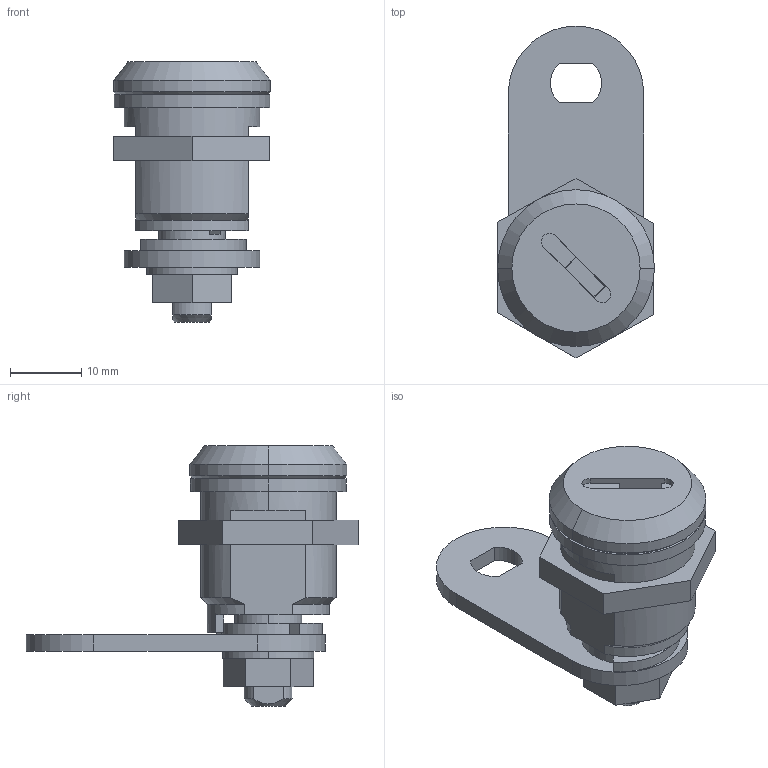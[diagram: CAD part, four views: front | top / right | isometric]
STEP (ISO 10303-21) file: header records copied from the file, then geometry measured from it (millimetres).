
FILE_DESCRIPTION (( 'STEP AP203' ), '1' );
FILE_NAME ('C-288-Y.STEP', '2009-10-30T08:06:32', ( ' ' ), ( ' ' ), 'SwSTEP 2.0', 'SolidWorks 2007', '' );
FILE_SCHEMA (( 'CONFIG_CONTROL_DESIGN' ));
Length unit declared in the file: millimetre
Products named in the file (9): C-288巭傔嬥__棉太倌; C-288-Y僔儕儞僟乕僿僢僪__棉太倌; C-288-Y; C-288-Y僴僂僕儞僌__棉太倌; C-288-Y儘乕僞乕__棉太倌; C-288取付ナット__ﾃﾞﾌｫﾙﾄ; C-288-Y僗僩僢僾僇儉__棉太倌; C-288帟晅嵗嬥__棉太倌; C-288M7僫僢僩__棉太倌
Assembly tree (8 placements, depth 2):
  C-288-Y
    C-288巭傔嬥__棉太倌
    C-288-Y僔儕儞僟乕僿僢僪__棉太倌
    C-288-Y僴僂僕儞僌__棉太倌
    C-288-Y儘乕僞乕__棉太倌
    C-288取付ナット__ﾃﾞﾌｫﾙﾄ
    C-288-Y僗僩僢僾僇儉__棉太倌
    C-288帟晅嵗嬥__棉太倌
    C-288M7僫僢僩__棉太倌
Bounding box: 22 x 46.59 x 36.5 mm (x, y, z)
Volume: 9202.2 mm3; surface area: 8584.6 mm2
Topology: 8 solids, 8 shells, 157 faces, 390 edges, 258 vertices
Faces by surface type: plane 83, cylinder 62, cone 12
Entity records: 5721 total; most frequent: CARTESIAN_POINT 872, DIRECTION 856, ORIENTED_EDGE 780, EDGE_CURVE 390, AXIS2_PLACEMENT_3D 310, VERTEX_POINT 258, VECTOR 236, LINE 236
